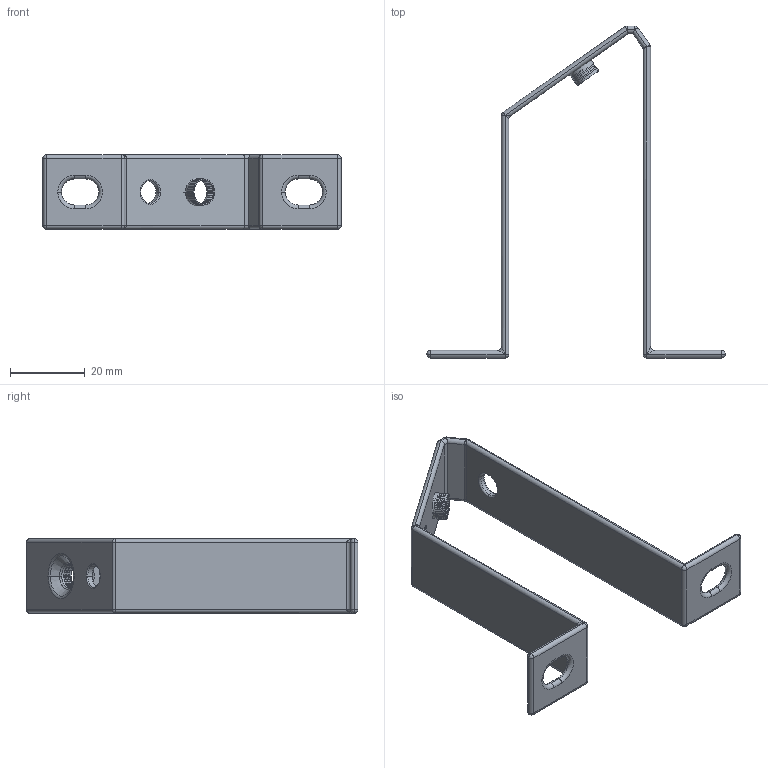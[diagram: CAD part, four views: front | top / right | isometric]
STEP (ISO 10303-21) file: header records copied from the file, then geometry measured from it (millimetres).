
FILE_DESCRIPTION (( 'STEP AP214' ), '1' );
FILE_NAME ('1046-011.STEP', '2024-05-23T06:55:48', ( '' ), ( '' ), 'SwSTEP 2.0', 'SolidWorks 2022', '' );
FILE_SCHEMA (( 'AUTOMOTIVE_DESIGN' ));
Length unit declared in the file: millimetre
Products named in the file (1): 1046-011
Bounding box: 80 x 89 x 20 mm (x, y, z)
Volume: 8707.9 mm3; surface area: 9893.5 mm2
Topology: 1 solids, 1 shells, 141 faces, 320 edges, 157 vertices
Faces by surface type: cylinder 67, torus 23, sphere 20, plane 16, bspline 11, cone 4
Entity records: 4466 total; most frequent: CARTESIAN_POINT 1521, DIRECTION 656, ORIENTED_EDGE 592, EDGE_CURVE 296, AXIS2_PLACEMENT_3D 274, VERTEX_POINT 157, EDGE_LOOP 151, CIRCLE 143
